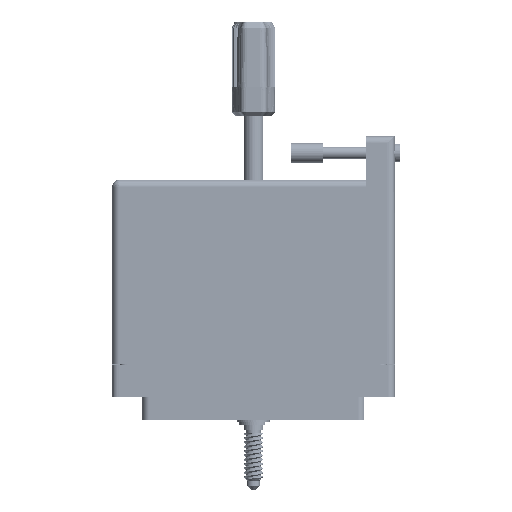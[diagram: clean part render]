
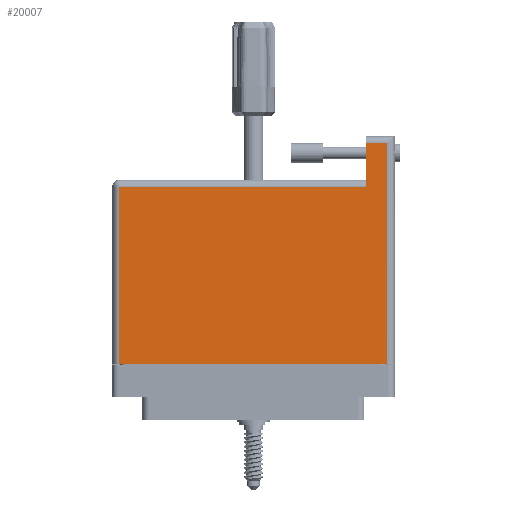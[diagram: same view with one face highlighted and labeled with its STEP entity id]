
A CAD part, front view. The second image highlights one B-rep face of the part: STEP entity #20007.
In plain terms, the highlighted face is planar.
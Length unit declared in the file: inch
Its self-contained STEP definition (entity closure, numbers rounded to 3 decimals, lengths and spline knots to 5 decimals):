
#6922 = CARTESIAN_POINT ( 'NONE',  ( -1.289, -0.1, 0.617 ) ) ;
#7667 = CARTESIAN_POINT ( 'NONE',  ( 1.079, 1.605, 0.617 ) ) ;
#11271 = DIRECTION ( 'NONE',  ( 0., 1., 0. ) ) ;
#11819 = CARTESIAN_POINT ( 'NONE',  ( -1.359, -0.1, 0.617 ) ) ;
#12094 = CARTESIAN_POINT ( 'NONE',  ( -1.289, -0.1, 0.617 ) ) ;
#12749 = VECTOR ( 'NONE', #11271, 39.37008 ) ;
#13606 = EDGE_CURVE ( 'NONE', #81274, #40839, #74070, .T. ) ;
#15151 = VERTEX_POINT ( 'NONE', #65996 ) ;
#16960 = LINE ( 'NONE', #32231, #57854 ) ;
#18564 = DIRECTION ( 'NONE',  ( -1., 0., 0. ) ) ;
#18845 = DIRECTION ( 'NONE',  ( 0., -1., 0. ) ) ;
#20007 = ADVANCED_FACE ( 'NONE', ( #77681 ), #37467, .F. ) ;
#20620 = CARTESIAN_POINT ( 'NONE',  ( -1.359, 1.605, 0.617 ) ) ;
#20706 = CARTESIAN_POINT ( 'NONE',  ( 1.289, -0.1, 0.617 ) ) ;
#21645 = EDGE_LOOP ( 'NONE', ( #67835, #52362, #22669, #65470, #69868, #82955 ) ) ;
#22669 = ORIENTED_EDGE ( 'NONE', *, *, #13606, .T. ) ;
#22719 = VECTOR ( 'NONE', #53434, 39.37008 ) ;
#24702 = AXIS2_PLACEMENT_3D ( 'NONE', #85389, #84228, #31021 ) ;
#29648 = VERTEX_POINT ( 'NONE', #7667 ) ;
#29915 = CARTESIAN_POINT ( 'NONE',  ( 1.079, 2.025, 0.617 ) ) ;
#31021 = DIRECTION ( 'NONE',  ( -1., 0., 0. ) ) ;
#32231 = CARTESIAN_POINT ( 'NONE',  ( 1.079, 2.095, 0.617 ) ) ;
#32470 = VECTOR ( 'NONE', #18564, 39.37008 ) ;
#37467 = PLANE ( 'NONE',  #24702 ) ;
#38259 = VECTOR ( 'NONE', #18845, 39.37008 ) ;
#40839 = VERTEX_POINT ( 'NONE', #20706 ) ;
#43634 = CARTESIAN_POINT ( 'NONE',  ( -1.289, 1.605, 0.617 ) ) ;
#43786 = VECTOR ( 'NONE', #49627, 39.37008 ) ;
#48294 = VERTEX_POINT ( 'NONE', #43634 ) ;
#49627 = DIRECTION ( 'NONE',  ( 1., 0., 0. ) ) ;
#52117 = EDGE_CURVE ( 'NONE', #48294, #81274, #75328, .T. ) ;
#52362 = ORIENTED_EDGE ( 'NONE', *, *, #52117, .T. ) ;
#53434 = DIRECTION ( 'NONE',  ( -1., 0., 0. ) ) ;
#57854 = VECTOR ( 'NONE', #65593, 39.37008 ) ;
#59514 = EDGE_CURVE ( 'NONE', #40839, #15151, #80831, .T. ) ;
#65470 = ORIENTED_EDGE ( 'NONE', *, *, #59514, .T. ) ;
#65593 = DIRECTION ( 'NONE',  ( 0., -1., 0. ) ) ;
#65996 = CARTESIAN_POINT ( 'NONE',  ( 1.289, 2.025, 0.617 ) ) ;
#67290 = EDGE_CURVE ( 'NONE', #29648, #48294, #82395, .T. ) ;
#67415 = VERTEX_POINT ( 'NONE', #29915 ) ;
#67835 = ORIENTED_EDGE ( 'NONE', *, *, #67290, .T. ) ;
#69868 = ORIENTED_EDGE ( 'NONE', *, *, #83779, .T. ) ;
#70213 = LINE ( 'NONE', #78819, #32470 ) ;
#71345 = CARTESIAN_POINT ( 'NONE',  ( 1.289, 2.095, 0.617 ) ) ;
#74070 = LINE ( 'NONE', #11819, #43786 ) ;
#75328 = LINE ( 'NONE', #12094, #38259 ) ;
#77681 = FACE_OUTER_BOUND ( 'NONE', #21645, .T. ) ;
#78819 = CARTESIAN_POINT ( 'NONE',  ( -1.359, 2.025, 0.617 ) ) ;
#80831 = LINE ( 'NONE', #71345, #12749 ) ;
#81274 = VERTEX_POINT ( 'NONE', #6922 ) ;
#82292 = EDGE_CURVE ( 'NONE', #67415, #29648, #16960, .T. ) ;
#82395 = LINE ( 'NONE', #20620, #22719 ) ;
#82955 = ORIENTED_EDGE ( 'NONE', *, *, #82292, .T. ) ;
#83779 = EDGE_CURVE ( 'NONE', #15151, #67415, #70213, .T. ) ;
#84228 = DIRECTION ( 'NONE',  ( 0., 0., -1. ) ) ;
#85389 = CARTESIAN_POINT ( 'NONE',  ( -1.359, 1.675, 0.617 ) ) ;
